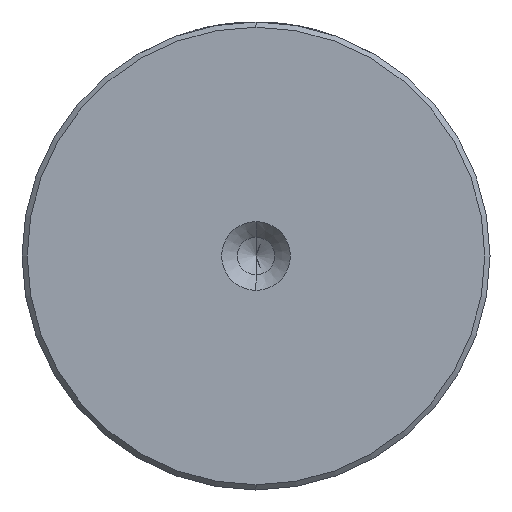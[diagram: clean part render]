
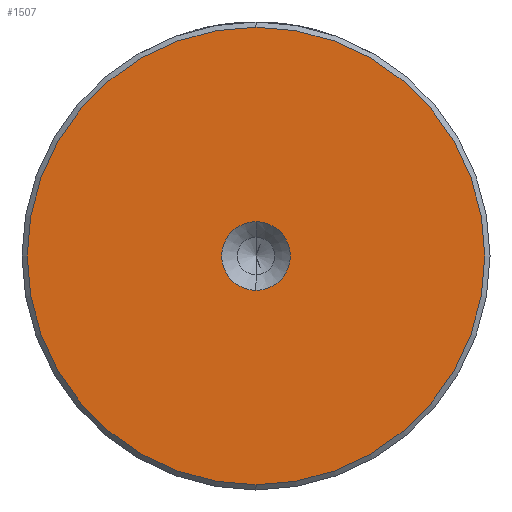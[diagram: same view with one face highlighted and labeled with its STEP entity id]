
A CAD part, left-side view. The second image highlights one B-rep face of the part: STEP entity #1507.
In plain terms, the highlighted planar face has unit normal (-1, 0, 0).
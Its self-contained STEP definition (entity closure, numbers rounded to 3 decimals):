
#275 = ORIENTED_EDGE ( 'NONE', *, *, #1052, .F. ) ;
#308 = DIRECTION ( 'NONE',  ( -1., 0., 0. ) ) ;
#520 = VERTEX_POINT ( 'NONE', #968 ) ;
#554 = VERTEX_POINT ( 'NONE', #751 ) ;
#631 = FACE_OUTER_BOUND ( 'NONE', #709, .T. ) ;
#673 = ORIENTED_EDGE ( 'NONE', *, *, #2559, .T. ) ;
#709 = EDGE_LOOP ( 'NONE', ( #673, #1324 ) ) ;
#751 = CARTESIAN_POINT ( 'NONE',  ( 0., 0., -3.3 ) ) ;
#788 = DIRECTION ( 'NONE',  ( -1., 0., 0. ) ) ;
#797 = CARTESIAN_POINT ( 'NONE',  ( 0., 0., 3.3 ) ) ;
#886 = EDGE_CURVE ( 'NONE', #2170, #520, #3009, .T. ) ;
#962 = CIRCLE ( 'NONE', #2073, 3.3 ) ;
#968 = CARTESIAN_POINT ( 'NONE',  ( 0., 0., -22. ) ) ;
#986 = AXIS2_PLACEMENT_3D ( 'NONE', #1099, #2707, #1333 ) ;
#1018 = CARTESIAN_POINT ( 'NONE',  ( 0., 0., 0. ) ) ;
#1052 = EDGE_CURVE ( 'NONE', #554, #1621, #962, .T. ) ;
#1099 = CARTESIAN_POINT ( 'NONE',  ( 0., 0., 0. ) ) ;
#1257 = EDGE_LOOP ( 'NONE', ( #2501, #275 ) ) ;
#1258 = DIRECTION ( 'NONE',  ( 0., 0., 1. ) ) ;
#1269 = DIRECTION ( 'NONE',  ( -1., 0., 0. ) ) ;
#1324 = ORIENTED_EDGE ( 'NONE', *, *, #886, .T. ) ;
#1333 = DIRECTION ( 'NONE',  ( 0., 0., 1. ) ) ;
#1507 = ADVANCED_FACE ( 'NONE', ( #631, #1848 ), #2163, .T. ) ;
#1577 = EDGE_CURVE ( 'NONE', #1621, #554, #2320, .T. ) ;
#1621 = VERTEX_POINT ( 'NONE', #797 ) ;
#1647 = AXIS2_PLACEMENT_3D ( 'NONE', #2638, #1269, #2872 ) ;
#1686 = CARTESIAN_POINT ( 'NONE',  ( 0., 0., 0. ) ) ;
#1848 = FACE_BOUND ( 'NONE', #1257, .T. ) ;
#1921 = DIRECTION ( 'NONE',  ( 0., 0., 1. ) ) ;
#2073 = AXIS2_PLACEMENT_3D ( 'NONE', #1018, #2630, #1258 ) ;
#2108 = AXIS2_PLACEMENT_3D ( 'NONE', #2167, #788, #2404 ) ;
#2134 = CARTESIAN_POINT ( 'NONE',  ( 0., 0., 22. ) ) ;
#2163 = PLANE ( 'NONE',  #1647 ) ;
#2167 = CARTESIAN_POINT ( 'NONE',  ( 0., 0., 0. ) ) ;
#2170 = VERTEX_POINT ( 'NONE', #2134 ) ;
#2303 = CIRCLE ( 'NONE', #986, 22. ) ;
#2320 = CIRCLE ( 'NONE', #2108, 3.3 ) ;
#2404 = DIRECTION ( 'NONE',  ( 0., 0., 1. ) ) ;
#2501 = ORIENTED_EDGE ( 'NONE', *, *, #1577, .F. ) ;
#2559 = EDGE_CURVE ( 'NONE', #520, #2170, #2303, .T. ) ;
#2630 = DIRECTION ( 'NONE',  ( -1., 0., 0. ) ) ;
#2638 = CARTESIAN_POINT ( 'NONE',  ( 0., 0., 0. ) ) ;
#2707 = DIRECTION ( 'NONE',  ( -1., 0., 0. ) ) ;
#2764 = AXIS2_PLACEMENT_3D ( 'NONE', #1686, #308, #1921 ) ;
#2872 = DIRECTION ( 'NONE',  ( 0., 0., 1. ) ) ;
#3009 = CIRCLE ( 'NONE', #2764, 22. ) ;
